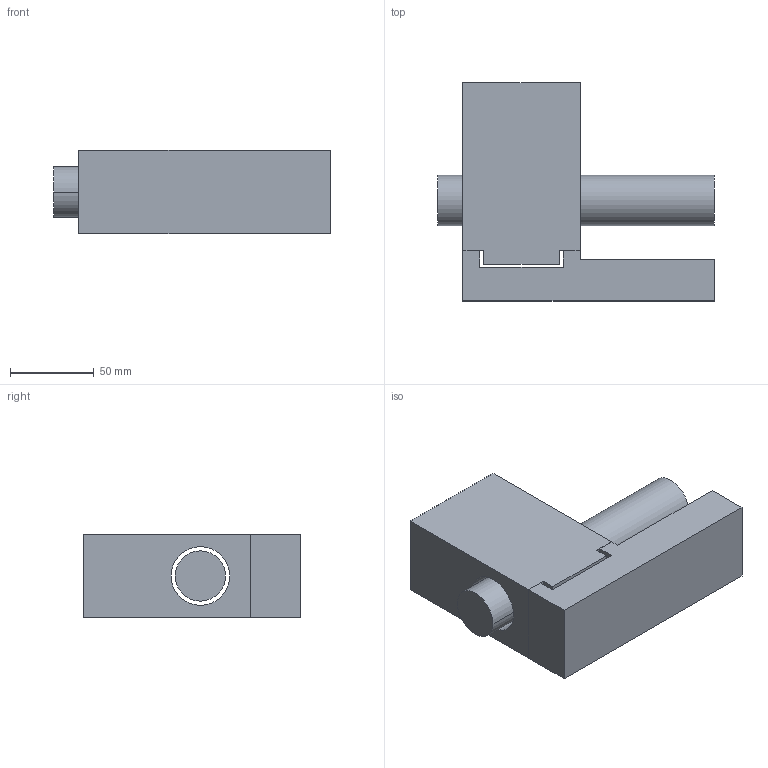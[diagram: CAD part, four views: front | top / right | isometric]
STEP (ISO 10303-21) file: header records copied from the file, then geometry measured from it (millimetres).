
FILE_DESCRIPTION(('Open CASCADE Model'),'2;1');
FILE_NAME('Open CASCADE Shape Model','2021-07-14T10:08:50',( 'Analysis Situs'),('Analysis Situs'), 'Open CASCADE STEP processor 7.4','Analysis Situs 1.0.0','Unknown');
FILE_SCHEMA(('AUTOMOTIVE_DESIGN { 1 0 10303 214 1 1 1 1 }'));
Length unit declared in the file: millimetre
Products named in the file (4): Open CASCADE STEP translator 7.4 2; Open CASCADE STEP translator 7.4 2.1; Open CASCADE STEP translator 7.4 2.2; Open CASCADE STEP translator 7.4 2.3
Assembly tree (3 placements, depth 2):
  Open CASCADE STEP translator 7.4 2
    Open CASCADE STEP translator 7.4 2.1
    Open CASCADE STEP translator 7.4 2.2
    Open CASCADE STEP translator 7.4 2.3
Bounding box: 165 x 130 x 50 mm (x, y, z)
Volume: 597283.7 mm3; surface area: 81457.3 mm2
Topology: 3 solids, 3 shells, 28 faces, 66 edges, 44 vertices
Faces by surface type: plane 24, cylinder 4
Entity records: 1943 total; most frequent: CARTESIAN_POINT 298, DIRECTION 266, LINE 182, VECTOR 182, ORIENTED_EDGE 132, PCURVE 132, DEFINITIONAL_REPRESENTATION 132, EDGE_CURVE 66
